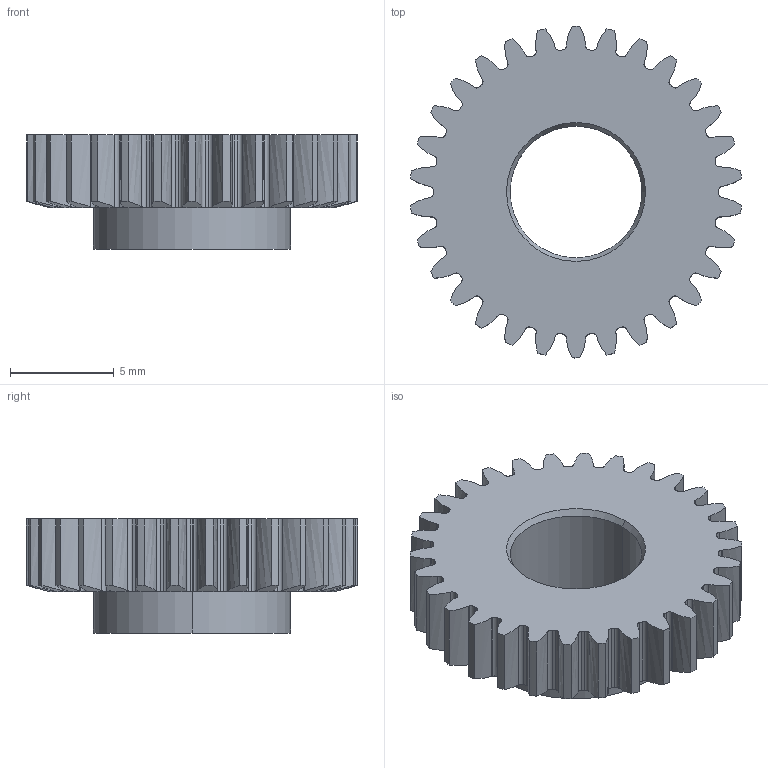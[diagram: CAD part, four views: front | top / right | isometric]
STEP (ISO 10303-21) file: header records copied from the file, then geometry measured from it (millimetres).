
FILE_DESCRIPTION (( 'STEP AP214' ), '1' );
FILE_NAME ('Gear00006.STEP', '2017-09-01T08:17:31', ( '13' ), ( '' ), 'SwSTEP 2.0', 'SolidWorks 2012', '' );
FILE_SCHEMA (( 'AUTOMOTIVE_DESIGN' ));
Length unit declared in the file: millimetre
Products named in the file (1): Gear00006
Bounding box: 15.95 x 16 x 5.5 mm (x, y, z)
Volume: 575.3 mm3; surface area: 766 mm2
Topology: 1 solids, 1 shells, 294 faces, 871 edges, 580 vertices
Faces by surface type: cylinder 139, plane 63, bspline 60, cone 32
Entity records: 10627 total; most frequent: CARTESIAN_POINT 3090, ORIENTED_EDGE 1742, DIRECTION 1395, EDGE_CURVE 871, VERTEX_POINT 580, AXIS2_PLACEMENT_3D 537, LINE 321, VECTOR 321
